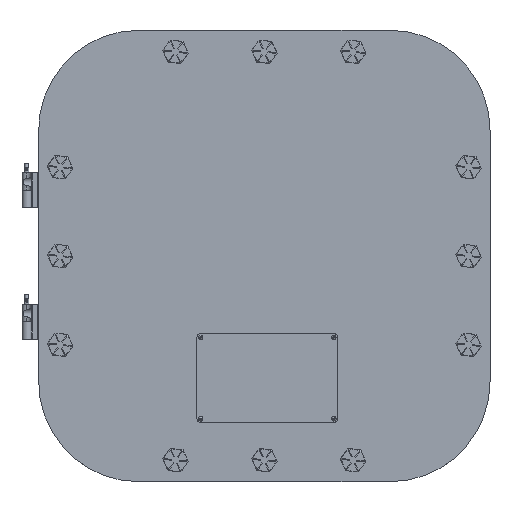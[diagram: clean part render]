
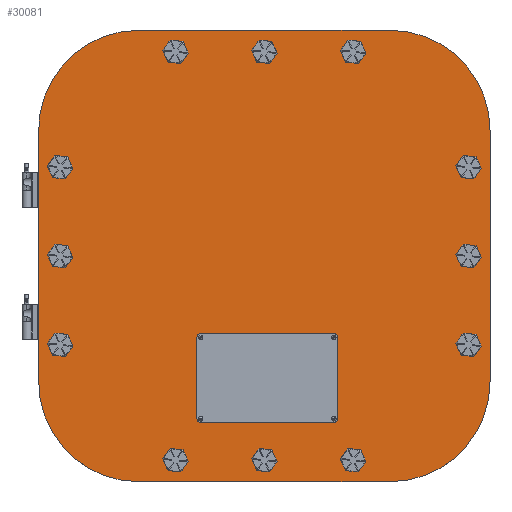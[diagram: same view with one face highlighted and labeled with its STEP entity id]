
A CAD part, top view. The second image highlights one B-rep face of the part: STEP entity #30081.
In plain terms, the highlighted planar face has unit normal (0, 0, 1).
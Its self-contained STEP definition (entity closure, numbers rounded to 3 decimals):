
#2789=FACE_BOUND('',#6712,.T.);
#2790=FACE_BOUND('',#6713,.T.);
#2791=FACE_BOUND('',#6714,.T.);
#2792=FACE_BOUND('',#6715,.T.);
#2793=FACE_BOUND('',#6716,.T.);
#2794=FACE_BOUND('',#6717,.T.);
#2795=FACE_BOUND('',#6718,.T.);
#2796=FACE_BOUND('',#6719,.T.);
#2797=FACE_BOUND('',#6720,.T.);
#2798=FACE_BOUND('',#6721,.T.);
#2799=FACE_BOUND('',#6722,.T.);
#2800=FACE_BOUND('',#6723,.T.);
#3128=PLANE('',#32672);
#4895=FACE_OUTER_BOUND('',#6711,.T.);
#6711=EDGE_LOOP('',(#25131,#25132,#25133,#25134,#25135,#25136,#25137,#25138));
#6712=EDGE_LOOP('',(#25139));
#6713=EDGE_LOOP('',(#25140));
#6714=EDGE_LOOP('',(#25141));
#6715=EDGE_LOOP('',(#25142));
#6716=EDGE_LOOP('',(#25143));
#6717=EDGE_LOOP('',(#25144));
#6718=EDGE_LOOP('',(#25145));
#6719=EDGE_LOOP('',(#25146));
#6720=EDGE_LOOP('',(#25147));
#6721=EDGE_LOOP('',(#25148));
#6722=EDGE_LOOP('',(#25149));
#6723=EDGE_LOOP('',(#25150));
#8511=LINE('',#57037,#10810);
#8514=LINE('',#57045,#10813);
#8517=LINE('',#57053,#10816);
#8520=LINE('',#57060,#10819);
#10810=VECTOR('',#37610,0.394);
#10813=VECTOR('',#37619,0.394);
#10816=VECTOR('',#37628,0.394);
#10819=VECTOR('',#37637,0.394);
#12766=CIRCLE('',#32497,0.266);
#12769=CIRCLE('',#32501,0.266);
#12772=CIRCLE('',#32505,0.266);
#12775=CIRCLE('',#32509,0.266);
#12794=CIRCLE('',#32537,0.266);
#12797=CIRCLE('',#32541,0.266);
#12800=CIRCLE('',#32545,0.266);
#12803=CIRCLE('',#32549,0.266);
#12806=CIRCLE('',#32553,0.266);
#12809=CIRCLE('',#32557,0.266);
#12812=CIRCLE('',#32561,0.266);
#12815=CIRCLE('',#32565,0.266);
#12868=CIRCLE('',#32661,3.375);
#12869=CIRCLE('',#32664,3.375);
#12870=CIRCLE('',#32667,3.375);
#12871=CIRCLE('',#32670,3.375);
#14587=VERTEX_POINT('',#56660);
#14590=VERTEX_POINT('',#56668);
#14593=VERTEX_POINT('',#56676);
#14596=VERTEX_POINT('',#56684);
#14619=VERTEX_POINT('',#56744);
#14622=VERTEX_POINT('',#56752);
#14625=VERTEX_POINT('',#56760);
#14628=VERTEX_POINT('',#56768);
#14631=VERTEX_POINT('',#56776);
#14634=VERTEX_POINT('',#56784);
#14637=VERTEX_POINT('',#56792);
#14640=VERTEX_POINT('',#56800);
#14713=VERTEX_POINT('',#57030);
#14714=VERTEX_POINT('',#57032);
#14715=VERTEX_POINT('',#57036);
#14716=VERTEX_POINT('',#57040);
#14717=VERTEX_POINT('',#57044);
#14718=VERTEX_POINT('',#57048);
#14719=VERTEX_POINT('',#57052);
#14720=VERTEX_POINT('',#57056);
#18189=EDGE_CURVE('',#14587,#14587,#12766,.T.);
#18193=EDGE_CURVE('',#14590,#14590,#12769,.T.);
#18197=EDGE_CURVE('',#14593,#14593,#12772,.T.);
#18201=EDGE_CURVE('',#14596,#14596,#12775,.T.);
#18229=EDGE_CURVE('',#14619,#14619,#12794,.T.);
#18233=EDGE_CURVE('',#14622,#14622,#12797,.T.);
#18237=EDGE_CURVE('',#14625,#14625,#12800,.T.);
#18241=EDGE_CURVE('',#14628,#14628,#12803,.T.);
#18245=EDGE_CURVE('',#14631,#14631,#12806,.T.);
#18249=EDGE_CURVE('',#14634,#14634,#12809,.T.);
#18253=EDGE_CURVE('',#14637,#14637,#12812,.T.);
#18257=EDGE_CURVE('',#14640,#14640,#12815,.T.);
#18371=EDGE_CURVE('',#14714,#14713,#12868,.T.);
#18373=EDGE_CURVE('',#14715,#14714,#8511,.T.);
#18375=EDGE_CURVE('',#14716,#14715,#12869,.T.);
#18377=EDGE_CURVE('',#14717,#14716,#8514,.T.);
#18379=EDGE_CURVE('',#14718,#14717,#12870,.T.);
#18381=EDGE_CURVE('',#14719,#14718,#8517,.T.);
#18383=EDGE_CURVE('',#14720,#14719,#12871,.T.);
#18385=EDGE_CURVE('',#14713,#14720,#8520,.T.);
#25131=ORIENTED_EDGE('',*,*,#18385,.T.);
#25132=ORIENTED_EDGE('',*,*,#18383,.T.);
#25133=ORIENTED_EDGE('',*,*,#18381,.T.);
#25134=ORIENTED_EDGE('',*,*,#18379,.T.);
#25135=ORIENTED_EDGE('',*,*,#18377,.T.);
#25136=ORIENTED_EDGE('',*,*,#18375,.T.);
#25137=ORIENTED_EDGE('',*,*,#18373,.T.);
#25138=ORIENTED_EDGE('',*,*,#18371,.T.);
#25139=ORIENTED_EDGE('',*,*,#18189,.T.);
#25140=ORIENTED_EDGE('',*,*,#18193,.T.);
#25141=ORIENTED_EDGE('',*,*,#18197,.T.);
#25142=ORIENTED_EDGE('',*,*,#18201,.T.);
#25143=ORIENTED_EDGE('',*,*,#18229,.T.);
#25144=ORIENTED_EDGE('',*,*,#18233,.T.);
#25145=ORIENTED_EDGE('',*,*,#18237,.T.);
#25146=ORIENTED_EDGE('',*,*,#18241,.T.);
#25147=ORIENTED_EDGE('',*,*,#18245,.T.);
#25148=ORIENTED_EDGE('',*,*,#18249,.T.);
#25149=ORIENTED_EDGE('',*,*,#18253,.T.);
#25150=ORIENTED_EDGE('',*,*,#18257,.T.);
#30081=ADVANCED_FACE('',(#4895,#2789,#2790,#2791,#2792,#2793,#2794,#2795,
#2796,#2797,#2798,#2799,#2800),#3128,.T.);
#32497=AXIS2_PLACEMENT_3D('',#56662,#37197,#37198);
#32501=AXIS2_PLACEMENT_3D('',#56670,#37206,#37207);
#32505=AXIS2_PLACEMENT_3D('',#56678,#37215,#37216);
#32509=AXIS2_PLACEMENT_3D('',#56686,#37224,#37225);
#32537=AXIS2_PLACEMENT_3D('',#56746,#37289,#37290);
#32541=AXIS2_PLACEMENT_3D('',#56754,#37298,#37299);
#32545=AXIS2_PLACEMENT_3D('',#56762,#37307,#37308);
#32549=AXIS2_PLACEMENT_3D('',#56770,#37316,#37317);
#32553=AXIS2_PLACEMENT_3D('',#56778,#37325,#37326);
#32557=AXIS2_PLACEMENT_3D('',#56786,#37334,#37335);
#32561=AXIS2_PLACEMENT_3D('',#56794,#37343,#37344);
#32565=AXIS2_PLACEMENT_3D('',#56802,#37352,#37353);
#32661=AXIS2_PLACEMENT_3D('',#57033,#37605,#37606);
#32664=AXIS2_PLACEMENT_3D('',#57041,#37614,#37615);
#32667=AXIS2_PLACEMENT_3D('',#57049,#37623,#37624);
#32670=AXIS2_PLACEMENT_3D('',#57057,#37632,#37633);
#32672=AXIS2_PLACEMENT_3D('',#57061,#37638,#37639);
#37197=DIRECTION('center_axis',(0.,0.,-1.));
#37198=DIRECTION('ref_axis',(-1.,0.,0.));
#37206=DIRECTION('center_axis',(0.,0.,-1.));
#37207=DIRECTION('ref_axis',(-1.,0.,0.));
#37215=DIRECTION('center_axis',(0.,0.,-1.));
#37216=DIRECTION('ref_axis',(-1.,0.,0.));
#37224=DIRECTION('center_axis',(0.,0.,-1.));
#37225=DIRECTION('ref_axis',(-1.,0.,0.));
#37289=DIRECTION('center_axis',(0.,0.,-1.));
#37290=DIRECTION('ref_axis',(-1.,0.,0.));
#37298=DIRECTION('center_axis',(0.,0.,-1.));
#37299=DIRECTION('ref_axis',(-1.,0.,0.));
#37307=DIRECTION('center_axis',(0.,0.,-1.));
#37308=DIRECTION('ref_axis',(-1.,0.,0.));
#37316=DIRECTION('center_axis',(0.,0.,-1.));
#37317=DIRECTION('ref_axis',(-1.,0.,0.));
#37325=DIRECTION('center_axis',(0.,0.,-1.));
#37326=DIRECTION('ref_axis',(-1.,0.,0.));
#37334=DIRECTION('center_axis',(0.,0.,-1.));
#37335=DIRECTION('ref_axis',(-1.,0.,0.));
#37343=DIRECTION('center_axis',(0.,0.,-1.));
#37344=DIRECTION('ref_axis',(-1.,0.,0.));
#37352=DIRECTION('center_axis',(0.,0.,-1.));
#37353=DIRECTION('ref_axis',(-1.,0.,0.));
#37605=DIRECTION('center_axis',(0.,0.,1.));
#37606=DIRECTION('ref_axis',(0.,1.,0.));
#37610=DIRECTION('',(-1.,0.,0.));
#37614=DIRECTION('center_axis',(0.,0.,1.));
#37615=DIRECTION('ref_axis',(1.,0.,0.));
#37619=DIRECTION('',(0.,1.,0.));
#37623=DIRECTION('center_axis',(0.,0.,1.));
#37624=DIRECTION('ref_axis',(0.,-1.,0.));
#37628=DIRECTION('',(1.,0.,0.));
#37632=DIRECTION('center_axis',(0.,0.,1.));
#37633=DIRECTION('ref_axis',(-1.,0.,0.));
#37637=DIRECTION('',(0.,-1.,0.));
#37638=DIRECTION('center_axis',(0.,0.,1.));
#37639=DIRECTION('ref_axis',(1.,0.,0.));
#56660=CARTESIAN_POINT('',(0.266,6.9,0.625));
#56662=CARTESIAN_POINT('Origin',(0.,6.9,0.625));
#56668=CARTESIAN_POINT('',(7.166,0.,0.625));
#56670=CARTESIAN_POINT('Origin',(6.9,0.,0.625));
#56676=CARTESIAN_POINT('',(-6.634,0.,0.625));
#56678=CARTESIAN_POINT('Origin',(-6.9,0.,0.625));
#56684=CARTESIAN_POINT('',(0.266,-6.9,0.625));
#56686=CARTESIAN_POINT('Origin',(0.,-6.9,0.625));
#56744=CARTESIAN_POINT('',(-2.734,-6.9,0.625));
#56746=CARTESIAN_POINT('Origin',(-3.,-6.9,0.625));
#56752=CARTESIAN_POINT('',(3.266,-6.9,0.625));
#56754=CARTESIAN_POINT('Origin',(3.,-6.9,0.625));
#56760=CARTESIAN_POINT('',(-6.634,3.,0.625));
#56762=CARTESIAN_POINT('Origin',(-6.9,3.,0.625));
#56768=CARTESIAN_POINT('',(7.166,3.,0.625));
#56770=CARTESIAN_POINT('Origin',(6.9,3.,0.625));
#56776=CARTESIAN_POINT('',(3.266,6.9,0.625));
#56778=CARTESIAN_POINT('Origin',(3.,6.9,0.625));
#56784=CARTESIAN_POINT('',(-2.734,6.9,0.625));
#56786=CARTESIAN_POINT('Origin',(-3.,6.9,0.625));
#56792=CARTESIAN_POINT('',(7.166,-3.,0.625));
#56794=CARTESIAN_POINT('Origin',(6.9,-3.,0.625));
#56800=CARTESIAN_POINT('',(-6.634,-3.,0.625));
#56802=CARTESIAN_POINT('Origin',(-6.9,-3.,0.625));
#57030=CARTESIAN_POINT('',(-7.625,4.25,0.625));
#57032=CARTESIAN_POINT('',(-4.25,7.625,0.625));
#57033=CARTESIAN_POINT('Origin',(-4.25,4.25,0.625));
#57036=CARTESIAN_POINT('',(4.25,7.625,0.625));
#57037=CARTESIAN_POINT('',(4.25,7.625,0.625));
#57040=CARTESIAN_POINT('',(7.625,4.25,0.625));
#57041=CARTESIAN_POINT('Origin',(4.25,4.25,0.625));
#57044=CARTESIAN_POINT('',(7.625,-4.25,0.625));
#57045=CARTESIAN_POINT('',(7.625,-4.25,0.625));
#57048=CARTESIAN_POINT('',(4.25,-7.625,0.625));
#57049=CARTESIAN_POINT('Origin',(4.25,-4.25,0.625));
#57052=CARTESIAN_POINT('',(-4.25,-7.625,0.625));
#57053=CARTESIAN_POINT('',(-4.25,-7.625,0.625));
#57056=CARTESIAN_POINT('',(-7.625,-4.25,0.625));
#57057=CARTESIAN_POINT('Origin',(-4.25,-4.25,0.625));
#57060=CARTESIAN_POINT('',(-7.625,4.25,0.625));
#57061=CARTESIAN_POINT('Origin',(0.,0.,
0.625));
